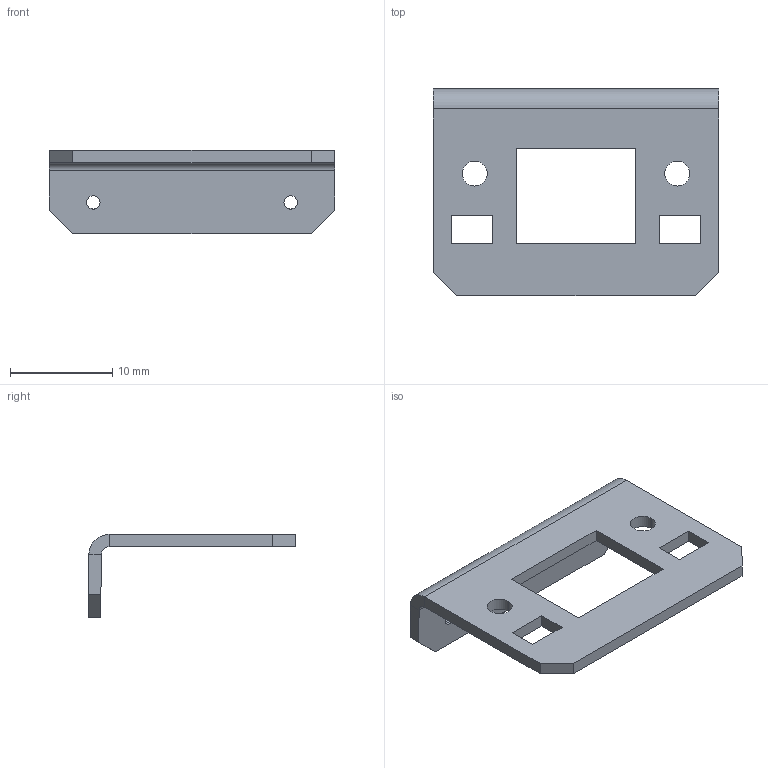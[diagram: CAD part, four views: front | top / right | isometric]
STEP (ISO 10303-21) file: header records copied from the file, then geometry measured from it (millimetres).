
FILE_DESCRIPTION (( 'STEP AP214' ), '1' );
FILE_NAME ('FD_1842307-C_Bracket_SHEET-METAL-ONLY.STEP', '2021-05-17T20:36:25', ( '' ), ( '' ), 'SwSTEP 2.0', 'SolidWorks 2019', '' );
FILE_SCHEMA (( 'AUTOMOTIVE_DESIGN' ));
Length unit declared in the file: inch
Products named in the file (1): FD_1842307-C_Bracket_SHEET-METAL-ONLY
Bounding box: 27.94 x 20.3 x 8.14 mm (x, y, z)
Volume: 717.8 mm3; surface area: 1417.2 mm2
Topology: 1 solids, 1 shells, 38 faces, 100 edges, 64 vertices
Faces by surface type: plane 28, cylinder 10
Entity records: 1228 total; most frequent: CARTESIAN_POINT 203, ORIENTED_EDGE 200, DIRECTION 198, EDGE_CURVE 100, LINE 80, VECTOR 80, VERTEX_POINT 64, AXIS2_PLACEMENT_3D 59
